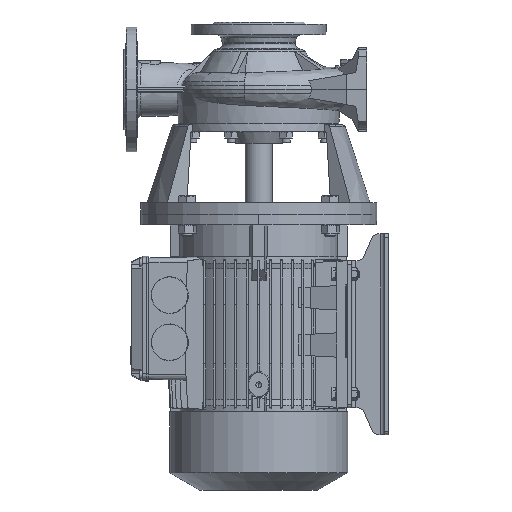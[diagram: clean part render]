
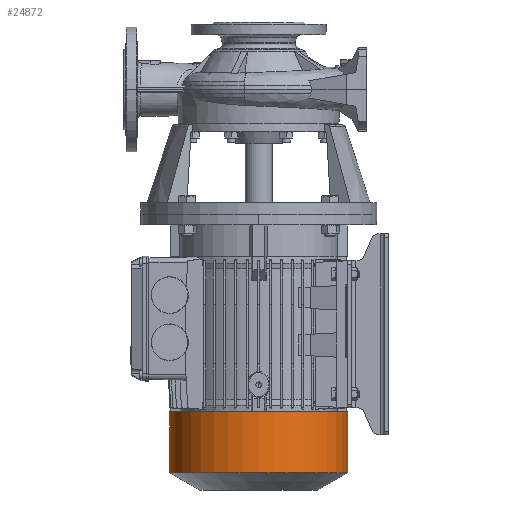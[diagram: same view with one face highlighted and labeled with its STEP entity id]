
A CAD part, left-side view. The second image highlights one B-rep face of the part: STEP entity #24872.
In plain terms, the highlighted cylindrical face has radius 132 mm (diameter 264 mm), a partial arc.
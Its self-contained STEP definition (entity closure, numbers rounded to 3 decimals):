
#5160 = CYLINDRICAL_SURFACE ( 'NONE', #134641, 132. ) ;
#5650 = CIRCLE ( 'NONE', #82085, 132. ) ;
#6092 = VECTOR ( 'NONE', #9981, 1000. ) ;
#9981 = DIRECTION ( 'NONE',  ( 0., 0., 1. ) ) ;
#10398 = EDGE_LOOP ( 'NONE', ( #102371, #79373, #133548, #28993 ) ) ;
#12835 = DIRECTION ( 'NONE',  ( 0., 0., 1. ) ) ;
#23373 = CARTESIAN_POINT ( 'NONE',  ( 0., 132., -115. ) ) ;
#24872 = ADVANCED_FACE ( 'NONE', ( #76980 ), #5160, .T. ) ;
#25310 = VERTEX_POINT ( 'NONE', #76825 ) ;
#28993 = ORIENTED_EDGE ( 'NONE', *, *, #94863, .F. ) ;
#29847 = DIRECTION ( 'NONE',  ( 0., 0., 1. ) ) ;
#40762 = LINE ( 'NONE', #41441, #6092 ) ;
#41441 = CARTESIAN_POINT ( 'NONE',  ( 0., 132., -229.5 ) ) ;
#46840 = CARTESIAN_POINT ( 'NONE',  ( 0., 132., -205.308 ) ) ;
#46878 = CARTESIAN_POINT ( 'NONE',  ( 0., 0., -229.5 ) ) ;
#53601 = VERTEX_POINT ( 'NONE', #61270 ) ;
#55103 = EDGE_CURVE ( 'NONE', #78468, #87998, #40762, .T. ) ;
#55627 = CIRCLE ( 'NONE', #75251, 132. ) ;
#61270 = CARTESIAN_POINT ( 'NONE',  ( 0., -132., -205.308 ) ) ;
#64937 = VECTOR ( 'NONE', #29847, 1000. ) ;
#75251 = AXIS2_PLACEMENT_3D ( 'NONE', #94915, #12835, #75731 ) ;
#75731 = DIRECTION ( 'NONE',  ( 0., -1., 0. ) ) ;
#76099 = DIRECTION ( 'NONE',  ( 0., 0., 1. ) ) ;
#76825 = CARTESIAN_POINT ( 'NONE',  ( 0., -132., -115. ) ) ;
#76980 = FACE_OUTER_BOUND ( 'NONE', #10398, .T. ) ;
#78218 = EDGE_CURVE ( 'NONE', #53601, #25310, #122881, .T. ) ;
#78468 = VERTEX_POINT ( 'NONE', #46840 ) ;
#79373 = ORIENTED_EDGE ( 'NONE', *, *, #91307, .T. ) ;
#82085 = AXIS2_PLACEMENT_3D ( 'NONE', #99322, #76099, #109606 ) ;
#87998 = VERTEX_POINT ( 'NONE', #23373 ) ;
#91307 = EDGE_CURVE ( 'NONE', #78468, #53601, #55627, .T. ) ;
#94863 = EDGE_CURVE ( 'NONE', #87998, #25310, #5650, .T. ) ;
#94915 = CARTESIAN_POINT ( 'NONE',  ( 0., 0., -205.308 ) ) ;
#99322 = CARTESIAN_POINT ( 'NONE',  ( 0., 0., -115. ) ) ;
#102371 = ORIENTED_EDGE ( 'NONE', *, *, #55103, .F. ) ;
#109606 = DIRECTION ( 'NONE',  ( 0., -1., 0. ) ) ;
#119382 = DIRECTION ( 'NONE',  ( 0., -1., 0. ) ) ;
#122881 = LINE ( 'NONE', #123545, #64937 ) ;
#123545 = CARTESIAN_POINT ( 'NONE',  ( 0., -132., -229.5 ) ) ;
#129641 = DIRECTION ( 'NONE',  ( 0., 0., 1. ) ) ;
#133548 = ORIENTED_EDGE ( 'NONE', *, *, #78218, .T. ) ;
#134641 = AXIS2_PLACEMENT_3D ( 'NONE', #46878, #129641, #119382 ) ;
